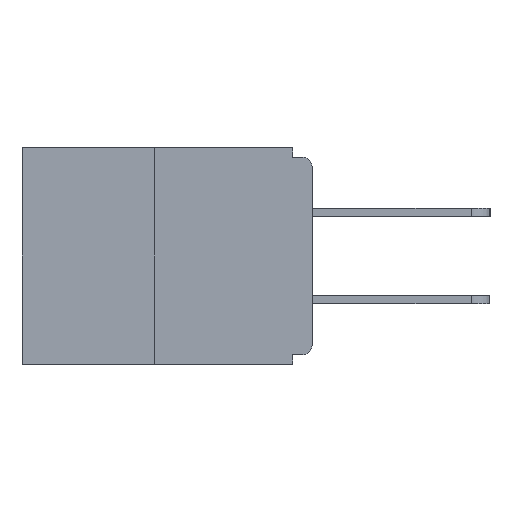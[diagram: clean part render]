
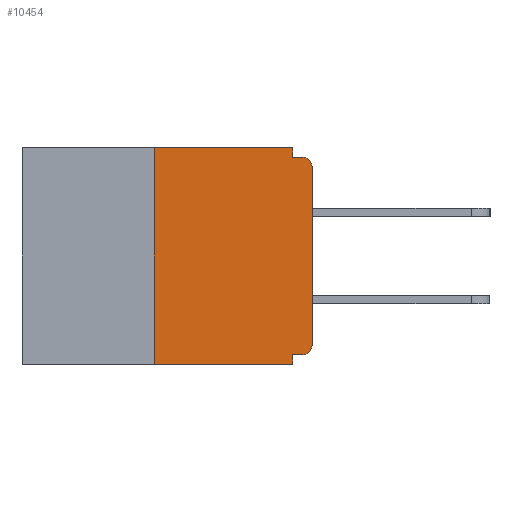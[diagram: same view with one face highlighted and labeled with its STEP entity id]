
A CAD part, left-side view. The second image highlights one B-rep face of the part: STEP entity #10454.
In plain terms, the highlighted planar face has unit normal (-1, 0, 0).
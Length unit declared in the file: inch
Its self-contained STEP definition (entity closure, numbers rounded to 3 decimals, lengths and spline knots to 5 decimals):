
#52 = DIRECTION ( 'NONE',  ( -1., 0., 0. ) ) ;
#68 = EDGE_CURVE ( 'NONE', #1747, #16570, #12400, .T. ) ;
#127 = LINE ( 'NONE', #2425, #7217 ) ;
#139 = CARTESIAN_POINT ( 'NONE',  ( 0., 0., -0.313 ) ) ;
#183 = DIRECTION ( 'NONE',  ( 0., 0., -1. ) ) ;
#244 = PLANE ( 'NONE',  #10604 ) ;
#649 = EDGE_CURVE ( 'NONE', #15496, #16823, #127, .T. ) ;
#926 = LINE ( 'NONE', #6582, #8255 ) ;
#1290 = EDGE_CURVE ( 'NONE', #12374, #2780, #6779, .T. ) ;
#1468 = VECTOR ( 'NONE', #6036, 39.37008 ) ;
#1649 = CARTESIAN_POINT ( 'NONE',  ( 0., 0.25, 0. ) ) ;
#1747 = VERTEX_POINT ( 'NONE', #139 ) ;
#1761 = EDGE_LOOP ( 'NONE', ( #5355, #4990, #8300, #7410, #14752, #13682, #14309, #7091, #12687, #8871 ) ) ;
#1856 = EDGE_CURVE ( 'NONE', #16570, #8184, #7798, .T. ) ;
#1883 = EDGE_CURVE ( 'NONE', #10867, #15496, #4924, .T. ) ;
#2425 = CARTESIAN_POINT ( 'NONE',  ( 0., 0.031, 0. ) ) ;
#2626 = CARTESIAN_POINT ( 'NONE',  ( 0., 0.46, 0. ) ) ;
#2699 = CARTESIAN_POINT ( 'NONE',  ( 0., 0.031, -0.328 ) ) ;
#2780 = VERTEX_POINT ( 'NONE', #7674 ) ;
#2959 = AXIS2_PLACEMENT_3D ( 'NONE', #4934, #6243, #15401 ) ;
#3254 = VERTEX_POINT ( 'NONE', #4500 ) ;
#4220 = DIRECTION ( 'NONE',  ( 0., 0., 1. ) ) ;
#4500 = CARTESIAN_POINT ( 'NONE',  ( 0., 0.015, -0.328 ) ) ;
#4817 = DIRECTION ( 'NONE',  ( 0., -1., 0. ) ) ;
#4924 = LINE ( 'NONE', #6263, #1468 ) ;
#4934 = CARTESIAN_POINT ( 'NONE',  ( 0., 0.015, -0.03 ) ) ;
#4985 = CIRCLE ( 'NONE', #14371, 0.015 ) ;
#4990 = ORIENTED_EDGE ( 'NONE', *, *, #15021, .F. ) ;
#5327 = DIRECTION ( 'NONE',  ( 0., 0., -1. ) ) ;
#5348 = CARTESIAN_POINT ( 'NONE',  ( 0., 0.015, -0.313 ) ) ;
#5355 = ORIENTED_EDGE ( 'NONE', *, *, #1883, .F. ) ;
#5417 = DIRECTION ( 'NONE',  ( 0., -1., 0. ) ) ;
#5610 = LINE ( 'NONE', #9963, #9332 ) ;
#5714 = CARTESIAN_POINT ( 'NONE',  ( 0., 0.25, 0. ) ) ;
#5809 = EDGE_CURVE ( 'NONE', #16823, #8184, #5610, .T. ) ;
#5825 = EDGE_CURVE ( 'NONE', #3254, #14779, #11767, .T. ) ;
#6036 = DIRECTION ( 'NONE',  ( 0., -1., 0. ) ) ;
#6243 = DIRECTION ( 'NONE',  ( -1., 0., 0. ) ) ;
#6263 = CARTESIAN_POINT ( 'NONE',  ( 0., 0.46, 0. ) ) ;
#6358 = EDGE_CURVE ( 'NONE', #3254, #1747, #4985, .T. ) ;
#6540 = DIRECTION ( 'NONE',  ( 1., 0., 0. ) ) ;
#6582 = CARTESIAN_POINT ( 'NONE',  ( 0., 0.031, -0.343 ) ) ;
#6779 = LINE ( 'NONE', #12091, #11712 ) ;
#7091 = ORIENTED_EDGE ( 'NONE', *, *, #1856, .T. ) ;
#7217 = VECTOR ( 'NONE', #8892, 39.37008 ) ;
#7410 = ORIENTED_EDGE ( 'NONE', *, *, #16446, .F. ) ;
#7674 = CARTESIAN_POINT ( 'NONE',  ( 0., 0.031, -0.343 ) ) ;
#7798 = CIRCLE ( 'NONE', #2959, 0.015 ) ;
#8184 = VERTEX_POINT ( 'NONE', #10151 ) ;
#8255 = VECTOR ( 'NONE', #183, 39.37008 ) ;
#8300 = ORIENTED_EDGE ( 'NONE', *, *, #1290, .T. ) ;
#8871 = ORIENTED_EDGE ( 'NONE', *, *, #649, .F. ) ;
#8892 = DIRECTION ( 'NONE',  ( 0., 0., -1. ) ) ;
#9332 = VECTOR ( 'NONE', #4817, 39.37008 ) ;
#9759 = VECTOR ( 'NONE', #13403, 39.37008 ) ;
#9776 = CARTESIAN_POINT ( 'NONE',  ( 0., 0.031, -0.015 ) ) ;
#9963 = CARTESIAN_POINT ( 'NONE',  ( 0., 0., -0.015 ) ) ;
#10151 = CARTESIAN_POINT ( 'NONE',  ( 0., 0.015, -0.015 ) ) ;
#10344 = CARTESIAN_POINT ( 'NONE',  ( 0., 0.25, -0.343 ) ) ;
#10454 = ADVANCED_FACE ( 'NONE', ( #14160 ), #244, .F. ) ;
#10598 = DIRECTION ( 'NONE',  ( 0., 0., -1. ) ) ;
#10604 = AXIS2_PLACEMENT_3D ( 'NONE', #2626, #6540, #5327 ) ;
#10642 = CARTESIAN_POINT ( 'NONE',  ( 0., 0., 0. ) ) ;
#10752 = VECTOR ( 'NONE', #11149, 39.37008 ) ;
#10867 = VERTEX_POINT ( 'NONE', #5714 ) ;
#11149 = DIRECTION ( 'NONE',  ( 0., 1., 0. ) ) ;
#11712 = VECTOR ( 'NONE', #5417, 39.37008 ) ;
#11767 = LINE ( 'NONE', #13946, #10752 ) ;
#12091 = CARTESIAN_POINT ( 'NONE',  ( 0., 0.46, -0.343 ) ) ;
#12374 = VERTEX_POINT ( 'NONE', #10344 ) ;
#12400 = LINE ( 'NONE', #10642, #9759 ) ;
#12687 = ORIENTED_EDGE ( 'NONE', *, *, #5809, .F. ) ;
#13001 = LINE ( 'NONE', #1649, #16284 ) ;
#13403 = DIRECTION ( 'NONE',  ( 0., 0., 1. ) ) ;
#13682 = ORIENTED_EDGE ( 'NONE', *, *, #6358, .T. ) ;
#13763 = CARTESIAN_POINT ( 'NONE',  ( 0., 0., -0.03 ) ) ;
#13946 = CARTESIAN_POINT ( 'NONE',  ( 0., 0., -0.328 ) ) ;
#14160 = FACE_OUTER_BOUND ( 'NONE', #1761, .T. ) ;
#14309 = ORIENTED_EDGE ( 'NONE', *, *, #68, .T. ) ;
#14366 = CARTESIAN_POINT ( 'NONE',  ( 0., 0.031, 0. ) ) ;
#14371 = AXIS2_PLACEMENT_3D ( 'NONE', #5348, #52, #10598 ) ;
#14752 = ORIENTED_EDGE ( 'NONE', *, *, #5825, .F. ) ;
#14779 = VERTEX_POINT ( 'NONE', #2699 ) ;
#15021 = EDGE_CURVE ( 'NONE', #12374, #10867, #13001, .T. ) ;
#15401 = DIRECTION ( 'NONE',  ( 0., 0., -1. ) ) ;
#15496 = VERTEX_POINT ( 'NONE', #14366 ) ;
#16284 = VECTOR ( 'NONE', #4220, 39.37008 ) ;
#16446 = EDGE_CURVE ( 'NONE', #14779, #2780, #926, .T. ) ;
#16570 = VERTEX_POINT ( 'NONE', #13763 ) ;
#16823 = VERTEX_POINT ( 'NONE', #9776 ) ;
